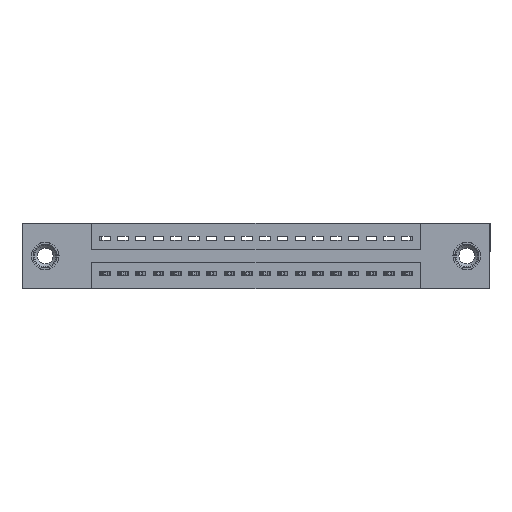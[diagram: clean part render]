
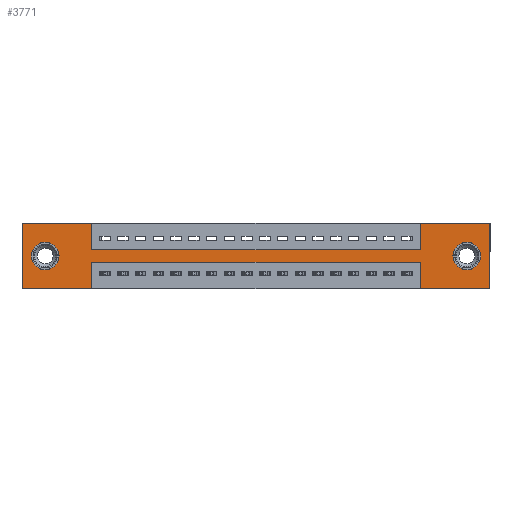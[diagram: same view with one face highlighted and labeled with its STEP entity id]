
A CAD part, front view. The second image highlights one B-rep face of the part: STEP entity #3771.
In plain terms, the highlighted planar face has unit normal (0, -1, 0).
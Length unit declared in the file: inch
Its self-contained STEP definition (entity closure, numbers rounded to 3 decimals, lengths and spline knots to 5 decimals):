
#39 = DIRECTION ( 'NONE',  ( 0., 0., -1. ) ) ;
#229 = EDGE_CURVE ( 'NONE', #5547, #7798, #14105, .T. ) ;
#246 = DIRECTION ( 'NONE',  ( 0., -1., 0. ) ) ;
#531 = VERTEX_POINT ( 'NONE', #15574 ) ;
#800 = VERTEX_POINT ( 'NONE', #7327 ) ;
#817 = EDGE_CURVE ( 'NONE', #18477, #531, #18444, .T. ) ;
#836 = VECTOR ( 'NONE', #11360, 39.37008 ) ;
#1009 = ORIENTED_EDGE ( 'NONE', *, *, #16727, .F. ) ;
#1068 = EDGE_CURVE ( 'NONE', #16992, #4880, #7429, .T. ) ;
#1076 = CARTESIAN_POINT ( 'NONE',  ( 0.3925, 0., -0.22 ) ) ;
#1539 = AXIS2_PLACEMENT_3D ( 'NONE', #17236, #18445, #3842 ) ;
#1565 = DIRECTION ( 'NONE',  ( 1., 0., 0. ) ) ;
#1765 = ORIENTED_EDGE ( 'NONE', *, *, #6330, .F. ) ;
#1786 = EDGE_LOOP ( 'NONE', ( #18055, #6873 ) ) ;
#1989 = VECTOR ( 'NONE', #18978, 39.37008 ) ;
#1993 = DIRECTION ( 'NONE',  ( 0., 0., -1. ) ) ;
#2229 = LINE ( 'NONE', #8272, #7238 ) ;
#2245 = LINE ( 'NONE', #15290, #14838 ) ;
#2255 = EDGE_CURVE ( 'NONE', #800, #18689, #13361, .T. ) ;
#2322 = VERTEX_POINT ( 'NONE', #14132 ) ;
#2462 = CIRCLE ( 'NONE', #18780, 0.078 ) ;
#2633 = CARTESIAN_POINT ( 'NONE',  ( 2.505, 0., -0.107 ) ) ;
#2794 = CARTESIAN_POINT ( 'NONE',  ( 0.3925, 0., -0.15 ) ) ;
#2982 = FACE_BOUND ( 'NONE', #1786, .T. ) ;
#3164 = ORIENTED_EDGE ( 'NONE', *, *, #7369, .F. ) ;
#3398 = DIRECTION ( 'NONE',  ( 0., 1., 0. ) ) ;
#3570 = ORIENTED_EDGE ( 'NONE', *, *, #5861, .F. ) ;
#3605 = VERTEX_POINT ( 'NONE', #11475 ) ;
#3771 = ADVANCED_FACE ( 'NONE', ( #13070, #2982, #4776 ), #14855, .T. ) ;
#3811 = CARTESIAN_POINT ( 'NONE',  ( 0., 0., 0. ) ) ;
#3842 = DIRECTION ( 'NONE',  ( 0., 0., 1. ) ) ;
#3900 = CIRCLE ( 'NONE', #16937, 0.078 ) ;
#4191 = VECTOR ( 'NONE', #18099, 39.37008 ) ;
#4759 = EDGE_CURVE ( 'NONE', #4880, #16992, #3900, .T. ) ;
#4776 = FACE_OUTER_BOUND ( 'NONE', #5101, .T. ) ;
#4880 = VERTEX_POINT ( 'NONE', #2633 ) ;
#5059 = LINE ( 'NONE', #17858, #11511 ) ;
#5101 = EDGE_LOOP ( 'NONE', ( #6117, #16756, #11409, #16607, #13683, #3164, #8003, #16323, #1009, #3570, #15856, #1765 ) ) ;
#5190 = VERTEX_POINT ( 'NONE', #11113 ) ;
#5547 = VERTEX_POINT ( 'NONE', #7112 ) ;
#5861 = EDGE_CURVE ( 'NONE', #8664, #3605, #18730, .T. ) ;
#5913 = EDGE_CURVE ( 'NONE', #9184, #14518, #2245, .T. ) ;
#6117 = ORIENTED_EDGE ( 'NONE', *, *, #817, .F. ) ;
#6158 = DIRECTION ( 'NONE',  ( -1., 0., 0. ) ) ;
#6330 = EDGE_CURVE ( 'NONE', #531, #5190, #6795, .T. ) ;
#6735 = DIRECTION ( 'NONE',  ( 1., 0., 0. ) ) ;
#6795 = LINE ( 'NONE', #8778, #1989 ) ;
#6873 = ORIENTED_EDGE ( 'NONE', *, *, #17579, .T. ) ;
#7112 = CARTESIAN_POINT ( 'NONE',  ( 2.2425, 0., -0.37 ) ) ;
#7238 = VECTOR ( 'NONE', #11164, 39.37008 ) ;
#7262 = DIRECTION ( 'NONE',  ( 0., 0., 1. ) ) ;
#7327 = CARTESIAN_POINT ( 'NONE',  ( 0.13, 0., -0.107 ) ) ;
#7369 = EDGE_CURVE ( 'NONE', #2322, #9184, #11799, .T. ) ;
#7429 = CIRCLE ( 'NONE', #17740, 0.078 ) ;
#7798 = VERTEX_POINT ( 'NONE', #18569 ) ;
#8003 = ORIENTED_EDGE ( 'NONE', *, *, #15244, .F. ) ;
#8112 = DIRECTION ( 'NONE',  ( 0., 0., 1. ) ) ;
#8124 = LINE ( 'NONE', #9408, #4191 ) ;
#8167 = VECTOR ( 'NONE', #15333, 39.37008 ) ;
#8272 = CARTESIAN_POINT ( 'NONE',  ( 0.3925, 0., -0.22 ) ) ;
#8289 = CARTESIAN_POINT ( 'NONE',  ( 2.505, 0., -0.185 ) ) ;
#8664 = VERTEX_POINT ( 'NONE', #13027 ) ;
#8778 = CARTESIAN_POINT ( 'NONE',  ( 0., 0., -0.37 ) ) ;
#8898 = CARTESIAN_POINT ( 'NONE',  ( 2.2425, 0., 0. ) ) ;
#8952 = VECTOR ( 'NONE', #7262, 39.37008 ) ;
#9184 = VERTEX_POINT ( 'NONE', #17182 ) ;
#9248 = EDGE_CURVE ( 'NONE', #14518, #5547, #5059, .T. ) ;
#9408 = CARTESIAN_POINT ( 'NONE',  ( 0., 0., 0. ) ) ;
#9590 = VECTOR ( 'NONE', #16633, 39.37008 ) ;
#10963 = EDGE_CURVE ( 'NONE', #7798, #18477, #2229, .T. ) ;
#11062 = CARTESIAN_POINT ( 'NONE',  ( 2.505, 0., -0.185 ) ) ;
#11113 = CARTESIAN_POINT ( 'NONE',  ( 0., 0., -0.37 ) ) ;
#11164 = DIRECTION ( 'NONE',  ( -1., 0., 0. ) ) ;
#11242 = VERTEX_POINT ( 'NONE', #12538 ) ;
#11360 = DIRECTION ( 'NONE',  ( 1., 0., 0. ) ) ;
#11409 = ORIENTED_EDGE ( 'NONE', *, *, #229, .F. ) ;
#11475 = CARTESIAN_POINT ( 'NONE',  ( 0.3925, 0., 0. ) ) ;
#11511 = VECTOR ( 'NONE', #6158, 39.37008 ) ;
#11799 = LINE ( 'NONE', #16200, #15496 ) ;
#11827 = CARTESIAN_POINT ( 'NONE',  ( 0.3925, 0., -0.37 ) ) ;
#12104 = CARTESIAN_POINT ( 'NONE',  ( 2.635, 0., -0.37 ) ) ;
#12165 = CARTESIAN_POINT ( 'NONE',  ( 0.13, 0., -0.185 ) ) ;
#12538 = CARTESIAN_POINT ( 'NONE',  ( 2.2425, 0., -0.15 ) ) ;
#12551 = LINE ( 'NONE', #15786, #836 ) ;
#12662 = DIRECTION ( 'NONE',  ( 0., 1., 0. ) ) ;
#13027 = CARTESIAN_POINT ( 'NONE',  ( 0., 0., 0. ) ) ;
#13070 = FACE_BOUND ( 'NONE', #17799, .T. ) ;
#13293 = EDGE_CURVE ( 'NONE', #5190, #8664, #8124, .T. ) ;
#13361 = CIRCLE ( 'NONE', #1539, 0.078 ) ;
#13460 = LINE ( 'NONE', #15139, #9590 ) ;
#13470 = CARTESIAN_POINT ( 'NONE',  ( 2.505, 0., -0.263 ) ) ;
#13622 = VECTOR ( 'NONE', #16644, 39.37008 ) ;
#13683 = ORIENTED_EDGE ( 'NONE', *, *, #5913, .F. ) ;
#13704 = VECTOR ( 'NONE', #6735, 39.37008 ) ;
#13846 = CARTESIAN_POINT ( 'NONE',  ( 2.2425, 0., -0.37 ) ) ;
#14105 = LINE ( 'NONE', #13846, #8167 ) ;
#14132 = CARTESIAN_POINT ( 'NONE',  ( 2.2425, 0., 0. ) ) ;
#14398 = ORIENTED_EDGE ( 'NONE', *, *, #1068, .T. ) ;
#14518 = VERTEX_POINT ( 'NONE', #12104 ) ;
#14838 = VECTOR ( 'NONE', #39, 39.37008 ) ;
#14855 = PLANE ( 'NONE',  #17651 ) ;
#15139 = CARTESIAN_POINT ( 'NONE',  ( 0.3925, 0., 0. ) ) ;
#15196 = DIRECTION ( 'NONE',  ( 0., 0., -1. ) ) ;
#15244 = EDGE_CURVE ( 'NONE', #11242, #2322, #18567, .T. ) ;
#15290 = CARTESIAN_POINT ( 'NONE',  ( 2.635, 0., 0. ) ) ;
#15333 = DIRECTION ( 'NONE',  ( 0., 0., 1. ) ) ;
#15496 = VECTOR ( 'NONE', #1565, 39.37008 ) ;
#15574 = CARTESIAN_POINT ( 'NONE',  ( 0.3925, 0., -0.37 ) ) ;
#15682 = DIRECTION ( 'NONE',  ( 0., 0., -1. ) ) ;
#15786 = CARTESIAN_POINT ( 'NONE',  ( 0.3925, 0., -0.15 ) ) ;
#15856 = ORIENTED_EDGE ( 'NONE', *, *, #13293, .F. ) ;
#16200 = CARTESIAN_POINT ( 'NONE',  ( 0., 0., 0. ) ) ;
#16323 = ORIENTED_EDGE ( 'NONE', *, *, #17973, .F. ) ;
#16360 = CARTESIAN_POINT ( 'NONE',  ( 0., 0., -0.37 ) ) ;
#16607 = ORIENTED_EDGE ( 'NONE', *, *, #9248, .F. ) ;
#16633 = DIRECTION ( 'NONE',  ( 0., 0., -1. ) ) ;
#16644 = DIRECTION ( 'NONE',  ( 0., 0., -1. ) ) ;
#16727 = EDGE_CURVE ( 'NONE', #3605, #16919, #13460, .T. ) ;
#16756 = ORIENTED_EDGE ( 'NONE', *, *, #10963, .F. ) ;
#16919 = VERTEX_POINT ( 'NONE', #2794 ) ;
#16937 = AXIS2_PLACEMENT_3D ( 'NONE', #8289, #18018, #1993 ) ;
#16992 = VERTEX_POINT ( 'NONE', #13470 ) ;
#17182 = CARTESIAN_POINT ( 'NONE',  ( 2.635, 0., 0. ) ) ;
#17208 = ORIENTED_EDGE ( 'NONE', *, *, #4759, .T. ) ;
#17236 = CARTESIAN_POINT ( 'NONE',  ( 0.13, 0., -0.185 ) ) ;
#17579 = EDGE_CURVE ( 'NONE', #18689, #800, #2462, .T. ) ;
#17651 = AXIS2_PLACEMENT_3D ( 'NONE', #16360, #246, #15196 ) ;
#17740 = AXIS2_PLACEMENT_3D ( 'NONE', #11062, #12662, #15682 ) ;
#17799 = EDGE_LOOP ( 'NONE', ( #17208, #14398 ) ) ;
#17858 = CARTESIAN_POINT ( 'NONE',  ( 0., 0., -0.37 ) ) ;
#17973 = EDGE_CURVE ( 'NONE', #16919, #11242, #12551, .T. ) ;
#18018 = DIRECTION ( 'NONE',  ( 0., 1., 0. ) ) ;
#18055 = ORIENTED_EDGE ( 'NONE', *, *, #2255, .T. ) ;
#18099 = DIRECTION ( 'NONE',  ( 0., 0., 1. ) ) ;
#18444 = LINE ( 'NONE', #11827, #13622 ) ;
#18445 = DIRECTION ( 'NONE',  ( 0., 1., 0. ) ) ;
#18477 = VERTEX_POINT ( 'NONE', #1076 ) ;
#18567 = LINE ( 'NONE', #8898, #8952 ) ;
#18569 = CARTESIAN_POINT ( 'NONE',  ( 2.2425, 0., -0.22 ) ) ;
#18689 = VERTEX_POINT ( 'NONE', #18741 ) ;
#18730 = LINE ( 'NONE', #3811, #13704 ) ;
#18741 = CARTESIAN_POINT ( 'NONE',  ( 0.13, 0., -0.263 ) ) ;
#18780 = AXIS2_PLACEMENT_3D ( 'NONE', #12165, #3398, #8112 ) ;
#18978 = DIRECTION ( 'NONE',  ( -1., 0., 0. ) ) ;
